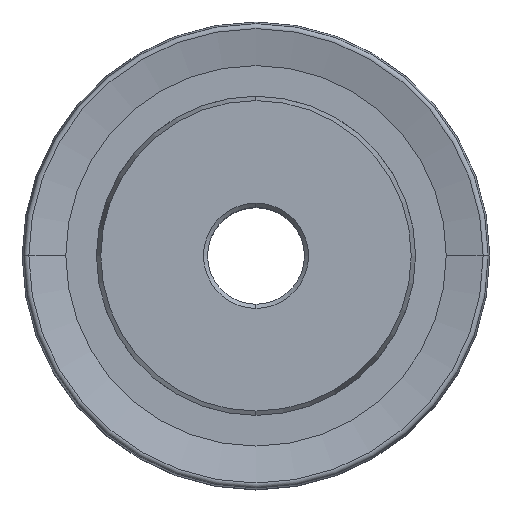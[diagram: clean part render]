
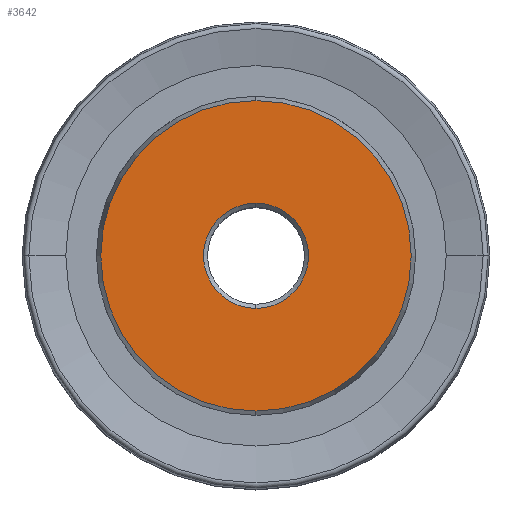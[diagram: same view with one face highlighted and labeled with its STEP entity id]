
A CAD part, top view. The second image highlights one B-rep face of the part: STEP entity #3642.
In plain terms, the highlighted planar face has unit normal (0, 0, 1).
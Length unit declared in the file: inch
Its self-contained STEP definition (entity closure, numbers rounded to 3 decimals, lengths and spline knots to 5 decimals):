
#144 = EDGE_CURVE ( 'NONE', #3435, #4726, #2899, .T. ) ;
#307 = DIRECTION ( 'NONE',  ( 0., 0., -1. ) ) ;
#622 = VERTEX_POINT ( 'NONE', #3511 ) ;
#680 = ORIENTED_EDGE ( 'NONE', *, *, #6452, .T. ) ;
#894 = AXIS2_PLACEMENT_3D ( 'NONE', #3295, #5320, #2351 ) ;
#1009 = FACE_BOUND ( 'NONE', #3603, .T. ) ;
#1027 = DIRECTION ( 'NONE',  ( 0., 0., 1. ) ) ;
#1323 = CARTESIAN_POINT ( 'NONE',  ( 0., -0.12811, 0.25005 ) ) ;
#1498 = CARTESIAN_POINT ( 'NONE',  ( 0., 0., 0.25005 ) ) ;
#1629 = CARTESIAN_POINT ( 'NONE',  ( 0., 0., 0.25005 ) ) ;
#2006 = DIRECTION ( 'NONE',  ( 0., -1., 0. ) ) ;
#2011 = FACE_OUTER_BOUND ( 'NONE', #4415, .T. ) ;
#2152 = DIRECTION ( 'NONE',  ( 0., -1., 0. ) ) ;
#2347 = CIRCLE ( 'NONE', #3121, 0.12811 ) ;
#2351 = DIRECTION ( 'NONE',  ( 0., 1., 0. ) ) ;
#2681 = ORIENTED_EDGE ( 'NONE', *, *, #3016, .T. ) ;
#2802 = PLANE ( 'NONE',  #894 ) ;
#2899 = CIRCLE ( 'NONE', #5028, 0.37844 ) ;
#2968 = ORIENTED_EDGE ( 'NONE', *, *, #144, .T. ) ;
#3016 = EDGE_CURVE ( 'NONE', #622, #6477, #2347, .T. ) ;
#3121 = AXIS2_PLACEMENT_3D ( 'NONE', #1498, #4998, #2006 ) ;
#3282 = CARTESIAN_POINT ( 'NONE',  ( 0., 0., 0.25005 ) ) ;
#3295 = CARTESIAN_POINT ( 'NONE',  ( 0., 0., 0.25005 ) ) ;
#3435 = VERTEX_POINT ( 'NONE', #4947 ) ;
#3511 = CARTESIAN_POINT ( 'NONE',  ( 0., 0.12811, 0.25005 ) ) ;
#3603 = EDGE_LOOP ( 'NONE', ( #680, #2681 ) ) ;
#3642 = ADVANCED_FACE ( 'NONE', ( #2011, #1009 ), #2802, .T. ) ;
#3777 = CARTESIAN_POINT ( 'NONE',  ( 0., -0.37844, 0.25005 ) ) ;
#3791 = DIRECTION ( 'NONE',  ( 0., -1., 0. ) ) ;
#3992 = CARTESIAN_POINT ( 'NONE',  ( 0., 0., 0.25005 ) ) ;
#4415 = EDGE_LOOP ( 'NONE', ( #2968, #5405 ) ) ;
#4499 = DIRECTION ( 'NONE',  ( 0., -1., 0. ) ) ;
#4702 = AXIS2_PLACEMENT_3D ( 'NONE', #3282, #307, #3791 ) ;
#4726 = VERTEX_POINT ( 'NONE', #3777 ) ;
#4947 = CARTESIAN_POINT ( 'NONE',  ( 0., 0.37844, 0.25005 ) ) ;
#4998 = DIRECTION ( 'NONE',  ( 0., 0., -1. ) ) ;
#5028 = AXIS2_PLACEMENT_3D ( 'NONE', #1629, #5132, #2152 ) ;
#5132 = DIRECTION ( 'NONE',  ( 0., 0., 1. ) ) ;
#5320 = DIRECTION ( 'NONE',  ( 0., 0., 1. ) ) ;
#5326 = EDGE_CURVE ( 'NONE', #4726, #3435, #5668, .T. ) ;
#5405 = ORIENTED_EDGE ( 'NONE', *, *, #5326, .T. ) ;
#5668 = CIRCLE ( 'NONE', #6060, 0.37844 ) ;
#5953 = CIRCLE ( 'NONE', #4702, 0.12811 ) ;
#6060 = AXIS2_PLACEMENT_3D ( 'NONE', #3992, #1027, #4499 ) ;
#6452 = EDGE_CURVE ( 'NONE', #6477, #622, #5953, .T. ) ;
#6477 = VERTEX_POINT ( 'NONE', #1323 ) ;
